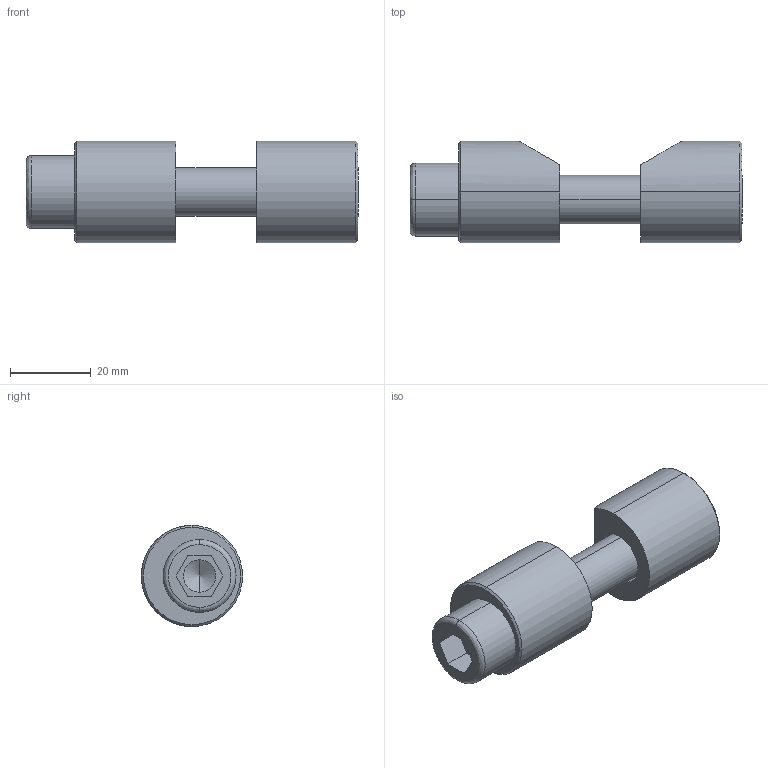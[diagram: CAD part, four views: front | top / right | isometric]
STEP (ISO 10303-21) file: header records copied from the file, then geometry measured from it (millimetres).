
FILE_DESCRIPTION (( 'STEP AP214' ), '1' );
FILE_NAME ('233410525.stp', '2021-10-05T09:53:16', ( '' ), ( '' ), 'SwSTEP 2.0', 'SolidWorks 2019', '' );
FILE_SCHEMA (( 'AUTOMOTIVE_DESIGN' ));
Length unit declared in the file: millimetre
Products named in the file (4): HALDERN_EH_23341_0025_1; HALDERN_EH_23341_0025_3; 233410525; HALDERN_EH_23341_0025_2
Assembly tree (3 placements, depth 2):
  233410525
    HALDERN_EH_23341_0025_1
    HALDERN_EH_23341_0025_2
    HALDERN_EH_23341_0025_3
Bounding box: 82 x 25 x 25 mm (x, y, z)
Volume: 26714.7 mm3; surface area: 10976.5 mm2
Topology: 3 solids, 3 shells, 48 faces, 103 edges, 64 vertices
Faces by surface type: cylinder 18, plane 18, cone 10, bspline 2
Entity records: 1477 total; most frequent: CARTESIAN_POINT 264, DIRECTION 248, ORIENTED_EDGE 202, EDGE_CURVE 101, AXIS2_PLACEMENT_3D 100, VERTEX_POINT 64, EDGE_LOOP 57, VECTOR 48
